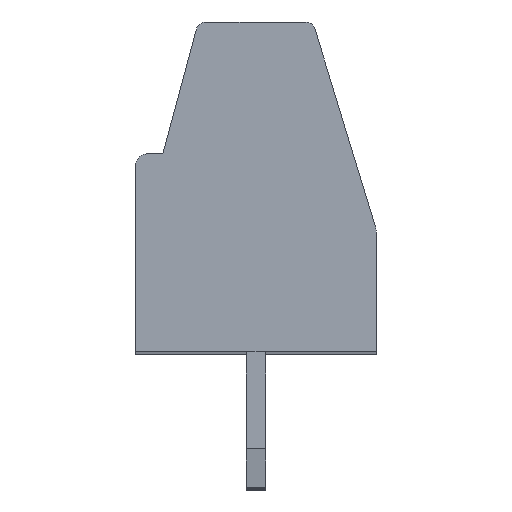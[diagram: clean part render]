
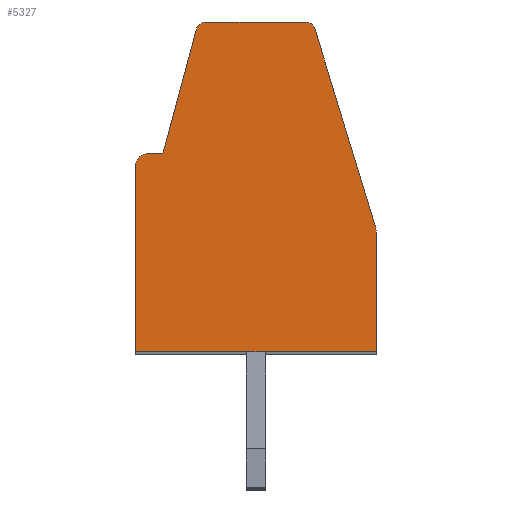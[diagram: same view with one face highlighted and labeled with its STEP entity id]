
A CAD part, top view. The second image highlights one B-rep face of the part: STEP entity #5327.
In plain terms, the highlighted planar face has unit normal (0, 0, 1).
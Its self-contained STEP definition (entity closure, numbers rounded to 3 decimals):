
#14=DIRECTION('',(0.,-1.,0.));
#15=VECTOR('',#14,3.075);
#16=CARTESIAN_POINT('',(3.1,3.075,37.06));
#17=LINE('',#16,#15);
#18=DIRECTION('',(0.,1.,0.));
#19=VECTOR('',#18,4.8);
#20=CARTESIAN_POINT('',(-3.1,0.,37.06));
#21=LINE('',#20,#19);
#22=CARTESIAN_POINT('',(-2.8,4.8,37.06));
#23=DIRECTION('',(0.,0.,-1.));
#24=DIRECTION('',(-1.,0.,0.));
#25=AXIS2_PLACEMENT_3D('',#22,#23,#24);
#27=DIRECTION('',(1.,0.,0.));
#28=VECTOR('',#27,0.4);
#29=CARTESIAN_POINT('',(-2.8,5.1,37.06));
#30=LINE('',#29,#28);
#31=DIRECTION('',(0.259,0.966,0.));
#32=VECTOR('',#31,3.328);
#33=CARTESIAN_POINT('',(-2.4,5.1,37.06));
#34=LINE('',#33,#32);
#35=CARTESIAN_POINT('',(-1.297,8.25,37.06));
#36=DIRECTION('',(0.,0.,-1.));
#37=DIRECTION('',(-0.966,0.259,0.));
#38=AXIS2_PLACEMENT_3D('',#35,#36,#37);
#40=CARTESIAN_POINT('',(1.279,8.25,37.06));
#41=DIRECTION('',(0.,0.,-1.));
#42=DIRECTION('',(-0.001,1.,0.));
#43=AXIS2_PLACEMENT_3D('',#40,#41,#42);
#45=DIRECTION('',(0.292,-0.956,0.));
#46=VECTOR('',#45,5.335);
#47=CARTESIAN_POINT('',(1.518,8.323,37.06));
#48=LINE('',#47,#46);
#49=CARTESIAN_POINT('',(2.6,3.075,37.06));
#50=DIRECTION('',(0.,0.,-1.));
#51=DIRECTION('',(0.956,0.292,0.));
#52=AXIS2_PLACEMENT_3D('',#49,#50,#51);
#80=DIRECTION('',(-1.,0.,0.));
#81=VECTOR('',#80,2.576);
#82=CARTESIAN_POINT('',(1.279,8.5,37.06));
#83=LINE('',#82,#81);
#578=DIRECTION('',(1.,0.,0.));
#579=VECTOR('',#578,6.2);
#580=CARTESIAN_POINT('',(-3.1,0.,37.06));
#581=LINE('',#580,#579);
#4054=CARTESIAN_POINT('',(3.1,3.075,37.06));
#4055=CARTESIAN_POINT('',(3.1,0.,37.06));
#4056=VERTEX_POINT('',#4054);
#4057=VERTEX_POINT('',#4055);
#4058=CARTESIAN_POINT('',(3.078,3.221,37.06));
#4059=VERTEX_POINT('',#4058);
#4060=CARTESIAN_POINT('',(1.518,8.323,37.06));
#4061=VERTEX_POINT('',#4060);
#4062=CARTESIAN_POINT('',(1.279,8.5,37.06));
#4063=VERTEX_POINT('',#4062);
#4064=CARTESIAN_POINT('',(-1.538,8.315,37.06));
#4065=CARTESIAN_POINT('',(-1.297,8.5,37.06));
#4066=VERTEX_POINT('',#4064);
#4067=VERTEX_POINT('',#4065);
#4068=CARTESIAN_POINT('',(-2.4,5.1,37.06));
#4069=VERTEX_POINT('',#4068);
#4070=CARTESIAN_POINT('',(-2.8,5.1,37.06));
#4071=VERTEX_POINT('',#4070);
#4072=CARTESIAN_POINT('',(-3.1,4.8,37.06));
#4073=VERTEX_POINT('',#4072);
#4074=CARTESIAN_POINT('',(-3.1,0.,37.06));
#4075=VERTEX_POINT('',#4074);
#5298=CARTESIAN_POINT('',(0.,0.,37.06));
#5299=DIRECTION('',(0.,0.,1.));
#5300=DIRECTION('',(1.,0.,0.));
#5301=AXIS2_PLACEMENT_3D('',#5298,#5299,#5300);
#5302=PLANE('',#5301);
#5304=ORIENTED_EDGE('',*,*,#5303,.T.);
#5306=ORIENTED_EDGE('',*,*,#5305,.F.);
#5308=ORIENTED_EDGE('',*,*,#5307,.T.);
#5310=ORIENTED_EDGE('',*,*,#5309,.T.);
#5312=ORIENTED_EDGE('',*,*,#5311,.T.);
#5314=ORIENTED_EDGE('',*,*,#5313,.T.);
#5316=ORIENTED_EDGE('',*,*,#5315,.T.);
#5318=ORIENTED_EDGE('',*,*,#5317,.F.);
#5320=ORIENTED_EDGE('',*,*,#5319,.T.);
#5322=ORIENTED_EDGE('',*,*,#5321,.T.);
#5324=ORIENTED_EDGE('',*,*,#5323,.T.);
#5325=EDGE_LOOP('',(#5304,#5306,#5308,#5310,#5312,#5314,#5316,#5318,#5320,#5322,
#5324));
#5326=FACE_OUTER_BOUND('',#5325,.F.);
#26=CIRCLE('',#25,0.3);
#39=CIRCLE('',#38,0.25);
#44=CIRCLE('',#43,0.25);
#53=CIRCLE('',#52,0.5);
#5303=EDGE_CURVE('',#4056,#4057,#17,.T.);
#5305=EDGE_CURVE('',#4075,#4057,#581,.T.);
#5307=EDGE_CURVE('',#4075,#4073,#21,.T.);
#5309=EDGE_CURVE('',#4073,#4071,#26,.T.);
#5311=EDGE_CURVE('',#4071,#4069,#30,.T.);
#5313=EDGE_CURVE('',#4069,#4066,#34,.T.);
#5315=EDGE_CURVE('',#4066,#4067,#39,.T.);
#5317=EDGE_CURVE('',#4063,#4067,#83,.T.);
#5319=EDGE_CURVE('',#4063,#4061,#44,.T.);
#5321=EDGE_CURVE('',#4061,#4059,#48,.T.);
#5323=EDGE_CURVE('',#4059,#4056,#53,.T.);
#5327=ADVANCED_FACE('',(#5326),#5302,.T.);
